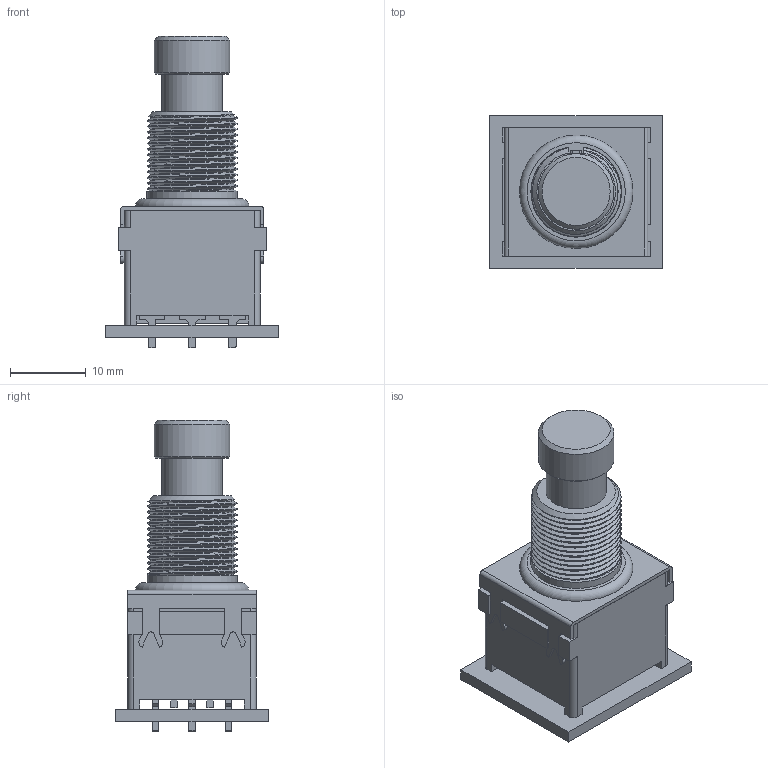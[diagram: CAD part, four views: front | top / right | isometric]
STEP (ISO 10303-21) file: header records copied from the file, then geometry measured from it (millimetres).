
FILE_DESCRIPTION(('KiCad electronic assembly'),'2;1');
FILE_NAME('3PDT-footswitch.step','2025-01-29T12:44:54',('Pcbnew'),( 'Kicad'),'Open CASCADE STEP processor 7.6','KiCad to STEP converter' ,'Unknown');
FILE_SCHEMA(('AUTOMOTIVE_DESIGN { 1 0 10303 214 1 1 1 1 }'));
Length unit declared in the file: millimetre
Products named in the file (4): 3PDT-footswitch 1; SF17010F-0302-21R-L; SF17010F-0302-21R-L v3; 3PDT-footswitch_PCB
Assembly tree (3 placements, depth 3):
  3PDT-footswitch 1
    SF17010F-0302-21R-L
      SF17010F-0302-21R-L v3
    3PDT-footswitch_PCB
Bounding box: 22.85 x 20.2 x 41.2 mm (x, y, z)
Volume: 7321.4 mm3; surface area: 6329.1 mm2
Topology: 14 solids, 14 shells, 400 faces, 1069 edges, 712 vertices
Faces by surface type: plane 282, cylinder 84, bspline 29, cone 4, torus 1
Full cylindrical faces by diameter (mm): 1.48 x9, 8 x2, 10 x1, 12 x1
Entity records: 15958 total; most frequent: CARTESIAN_POINT 5966, ORIENTED_EDGE 2138, DIRECTION 1823, EDGE_CURVE 1069, LINE 825, VECTOR 825, VERTEX_POINT 712, AXIS2_PLACEMENT_3D 499
